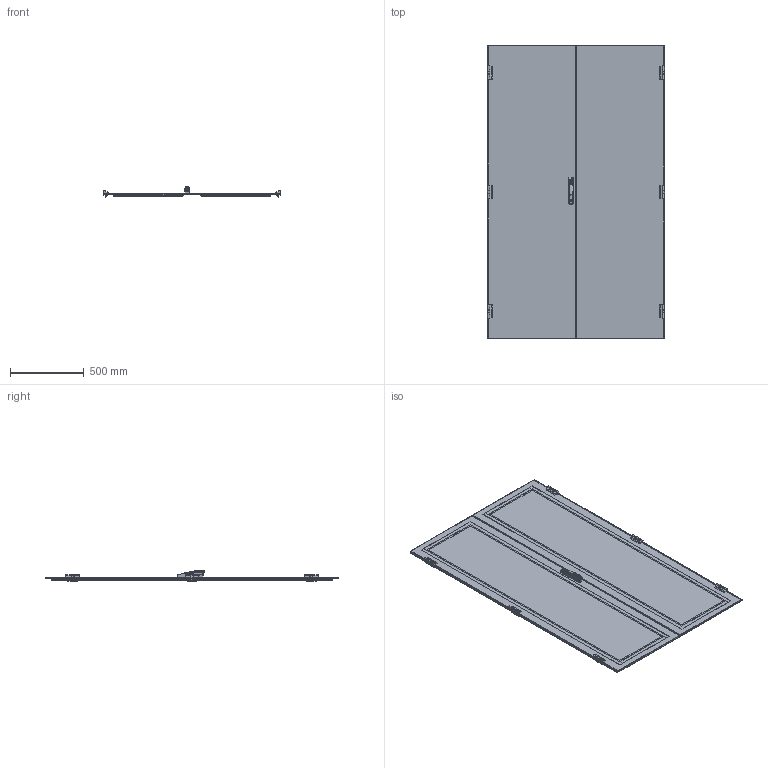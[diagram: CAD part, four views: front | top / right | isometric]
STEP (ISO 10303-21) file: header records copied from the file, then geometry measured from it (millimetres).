
FILE_DESCRIPTION (( 'STEP AP214' ), '1' );
FILE_NAME ('PA-12.20.STEP', '2017-07-07T20:21:35', ( '' ), ( '' ), 'SwSTEP 2.0', 'SolidWorks 2017', '' );
FILE_SCHEMA (( 'AUTOMOTIVE_DESIGN' ));
Length unit declared in the file: millimetre
Products named in the file (5): PA-06.20-E-1; PA-06.20-D-1; PA-12.20-1; FECHO-1; PA-12.20
Assembly tree (4 placements, depth 3):
  PA-12.20
    PA-12.20-1
      PA-06.20-E-1
      PA-06.20-D-1
      FECHO-1
Bounding box: 1202.29 x 1996 x 73.21 mm (x, y, z)
Volume: 4029040.1 mm3; surface area: 6444694.7 mm2
Topology: 2 solids, 35 shells, 1999 faces, 5138 edges, 3084 vertices
Faces by surface type: plane 837, cylinder 753, torus 239, bspline 95, cone 51, sphere 24
Entity records: 71078 total; most frequent: CARTESIAN_POINT 16443, DIRECTION 10203, ORIENTED_EDGE 9964, EDGE_CURVE 5128, AXIS2_PLACEMENT_3D 3644, VERTEX_POINT 3080, VECTOR 2915, LINE 2915
